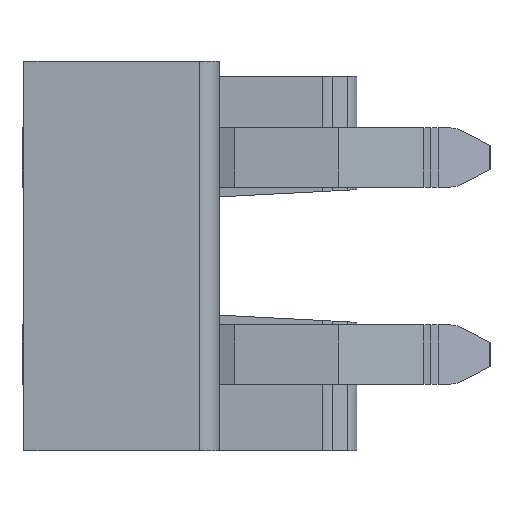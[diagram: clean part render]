
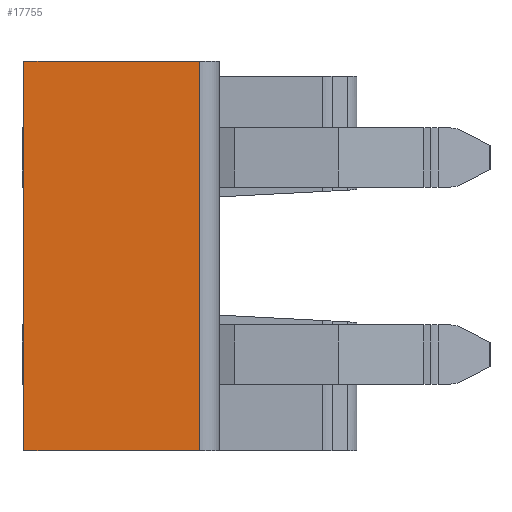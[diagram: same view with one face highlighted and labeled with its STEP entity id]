
A CAD part, left-side view. The second image highlights one B-rep face of the part: STEP entity #17755.
In plain terms, the highlighted planar face has unit normal (-1, 0, 0).
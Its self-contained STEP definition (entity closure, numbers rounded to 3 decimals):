
#2863 = VERTEX_POINT ( 'NONE', #19152 ) ;
#2866 = VERTEX_POINT ( 'NONE', #19052 ) ;
#2954 = ORIENTED_EDGE ( 'NONE', *, *, #10918, .F. ) ;
#2961 = VERTEX_POINT ( 'NONE', #19003 ) ;
#2998 = ORIENTED_EDGE ( 'NONE', *, *, #12378, .F. ) ;
#3277 = ORIENTED_EDGE ( 'NONE', *, *, #12281, .T. ) ;
#3496 = ORIENTED_EDGE ( 'NONE', *, *, #10851, .T. ) ;
#3694 = VERTEX_POINT ( 'NONE', #16289 ) ;
#4198 = DIRECTION ( 'NONE',  ( 0., 1., 0. ) ) ;
#4200 = CARTESIAN_POINT ( 'NONE',  ( -4.375, -1.4, 0.975 ) ) ;
#6261 = DIRECTION ( 'NONE',  ( 0., 0., -1. ) ) ;
#6263 = CARTESIAN_POINT ( 'NONE',  ( -4.375, 0.2, 1. ) ) ;
#6393 = DIRECTION ( 'NONE',  ( 0., 0., -1. ) ) ;
#6405 = CARTESIAN_POINT ( 'NONE',  ( -4.375, 1.98, 1. ) ) ;
#10851 = EDGE_CURVE ( 'NONE', #2866, #3694, #18139, .T. ) ;
#10918 = EDGE_CURVE ( 'NONE', #2961, #2863, #18227, .T. ) ;
#12281 = EDGE_CURVE ( 'NONE', #2961, #2866, #16119, .T. ) ;
#12378 = EDGE_CURVE ( 'NONE', #2863, #3694, #16388, .T. ) ;
#12881 = AXIS2_PLACEMENT_3D ( 'NONE', #14877, #14875, #14874 ) ;
#13363 = FACE_OUTER_BOUND ( 'NONE', #13582, .T. ) ;
#13582 = EDGE_LOOP ( 'NONE', ( #3277, #3496, #2998, #2954 ) ) ;
#14874 = DIRECTION ( 'NONE',  ( 0., 1., 0. ) ) ;
#14875 = DIRECTION ( 'NONE',  ( 1., 0., 0. ) ) ;
#14877 = CARTESIAN_POINT ( 'NONE',  ( -4.375, 0.2, 1. ) ) ;
#14913 = PLANE ( 'NONE',  #12881 ) ;
#16119 = LINE ( 'NONE', #4200, #16128 ) ;
#16128 = VECTOR ( 'NONE', #4198, 1000. ) ;
#16289 = CARTESIAN_POINT ( 'NONE',  ( -4.375, 1.98, -2.975 ) ) ;
#16388 = LINE ( 'NONE', #18934, #16393 ) ;
#16393 = VECTOR ( 'NONE', #18933, 1000. ) ;
#17755 = ADVANCED_FACE ( 'NONE', ( #13363 ), #14913, .F. ) ;
#18124 = VECTOR ( 'NONE', #6393, 1000. ) ;
#18139 = LINE ( 'NONE', #6405, #18124 ) ;
#18227 = LINE ( 'NONE', #6263, #18230 ) ;
#18230 = VECTOR ( 'NONE', #6261, 1000. ) ;
#18933 = DIRECTION ( 'NONE',  ( 0., 1., 0. ) ) ;
#18934 = CARTESIAN_POINT ( 'NONE',  ( -4.375, -1.4, -2.975 ) ) ;
#19003 = CARTESIAN_POINT ( 'NONE',  ( -4.375, 0.2, 0.975 ) ) ;
#19052 = CARTESIAN_POINT ( 'NONE',  ( -4.375, 1.98, 0.975 ) ) ;
#19152 = CARTESIAN_POINT ( 'NONE',  ( -4.375, 0.2, -2.975 ) ) ;
